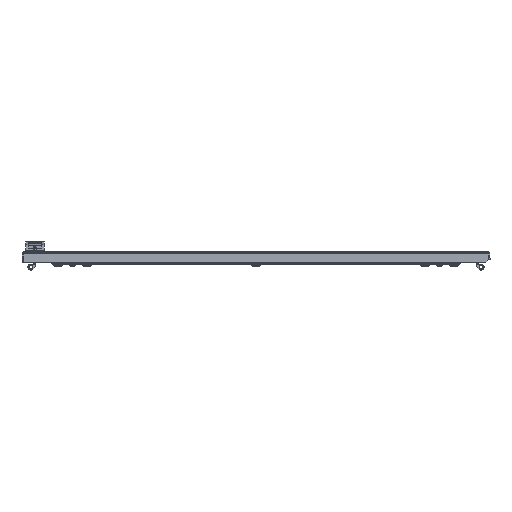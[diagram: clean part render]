
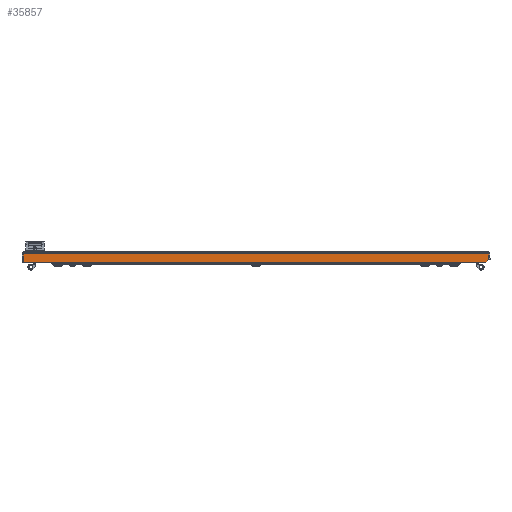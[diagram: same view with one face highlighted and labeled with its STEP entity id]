
A CAD part, front view. The second image highlights one B-rep face of the part: STEP entity #35857.
In plain terms, the highlighted planar face has unit normal (0, -1, 0).
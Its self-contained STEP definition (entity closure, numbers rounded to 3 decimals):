
#2221 = LINE ( 'NONE', #28674, #51352 ) ;
#5924 = AXIS2_PLACEMENT_3D ( 'NONE', #44265, #39717, #48124 ) ;
#6297 = VERTEX_POINT ( 'NONE', #25956 ) ;
#9539 = EDGE_CURVE ( '������14', #37763, #6297, #42978, .T. ) ;
#9992 = VECTOR ( 'NONE', #11191, 1000. ) ;
#10586 = ORIENTED_EDGE ( 'NONE', *, *, #42489, .F. ) ;
#11191 = DIRECTION ( 'NONE',  ( 0., 0., -1. ) ) ;
#12309 = CARTESIAN_POINT ( 'NONE',  ( 396.329, -1092., 0. ) ) ;
#12776 = CARTESIAN_POINT ( 'NONE',  ( -396.329, -1092., -2. ) ) ;
#12876 = VERTEX_POINT ( 'NONE', #19955 ) ;
#14726 = VERTEX_POINT ( 'NONE', #16694 ) ;
#14835 = FACE_OUTER_BOUND ( 'NONE', #15769, .T. ) ;
#15769 = EDGE_LOOP ( 'NONE', ( #39432, #26693, #20639, #10586, #16664 ) ) ;
#16197 = DIRECTION ( 'NONE',  ( 0., 0., -1. ) ) ;
#16664 = ORIENTED_EDGE ( 'NONE', *, *, #9539, .T. ) ;
#16694 = CARTESIAN_POINT ( 'NONE',  ( 396.329, -1092., -11. ) ) ;
#18566 = VECTOR ( 'NONE', #31576, 1000. ) ;
#19955 = CARTESIAN_POINT ( 'NONE',  ( 396.329, -1092., -2. ) ) ;
#20639 = ORIENTED_EDGE ( 'NONE', *, *, #40987, .F. ) ;
#23634 = CARTESIAN_POINT ( 'NONE',  ( 398.4, -1092., -2. ) ) ;
#23777 = EDGE_CURVE ( 'NONE', #6297, #33978, #2221, .T. ) ;
#24072 = CARTESIAN_POINT ( 'NONE',  ( 396.329, -1092., -11. ) ) ;
#24438 = VECTOR ( 'NONE', #48415, 1000. ) ;
#25956 = CARTESIAN_POINT ( 'NONE',  ( -396.329, -1092., -16. ) ) ;
#26693 = ORIENTED_EDGE ( 'NONE', *, *, #27910, .T. ) ;
#27910 = EDGE_CURVE ( 'NONE', #33978, #14726, #38020, .T. ) ;
#28103 = PLANE ( 'NONE',  #5924 ) ;
#28674 = CARTESIAN_POINT ( 'NONE',  ( -398.4, -1092., -16. ) ) ;
#29113 = LINE ( 'NONE', #23634, #18566 ) ;
#31576 = DIRECTION ( 'NONE',  ( 1., 0., 0. ) ) ;
#32208 = CARTESIAN_POINT ( 'NONE',  ( 391.329, -1092., -16. ) ) ;
#32650 = DIRECTION ( 'NONE',  ( 1., 0., 0. ) ) ;
#33978 = VERTEX_POINT ( 'NONE', #32208 ) ;
#35857 = ADVANCED_FACE ( '�����12', ( #14835 ), #28103, .F. ) ;
#37763 = VERTEX_POINT ( 'NONE', #12776 ) ;
#38020 = LINE ( 'NONE', #24072, #24438 ) ;
#39432 = ORIENTED_EDGE ( 'NONE', *, *, #23777, .T. ) ;
#39717 = DIRECTION ( 'NONE',  ( 0., 1., 0. ) ) ;
#40422 = LINE ( 'NONE', #12309, #46056 ) ;
#40987 = EDGE_CURVE ( 'NONE', #12876, #14726, #40422, .T. ) ;
#42489 = EDGE_CURVE ( 'NONE', #37763, #12876, #29113, .T. ) ;
#42978 = LINE ( 'NONE', #46522, #9992 ) ;
#44265 = CARTESIAN_POINT ( 'NONE',  ( -398.4, -1092., 0. ) ) ;
#46056 = VECTOR ( 'NONE', #16197, 1000. ) ;
#46522 = CARTESIAN_POINT ( 'NONE',  ( -396.329, -1092., 0. ) ) ;
#48124 = DIRECTION ( 'NONE',  ( 0., 0., 1. ) ) ;
#48415 = DIRECTION ( 'NONE',  ( 0.707, 0., 0.707 ) ) ;
#51352 = VECTOR ( 'NONE', #32650, 1000. ) ;
